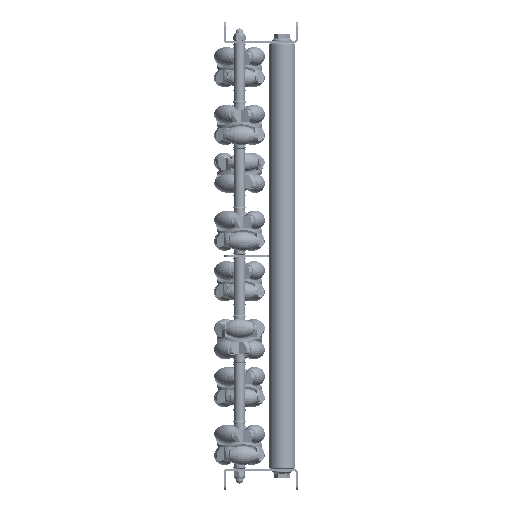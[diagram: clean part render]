
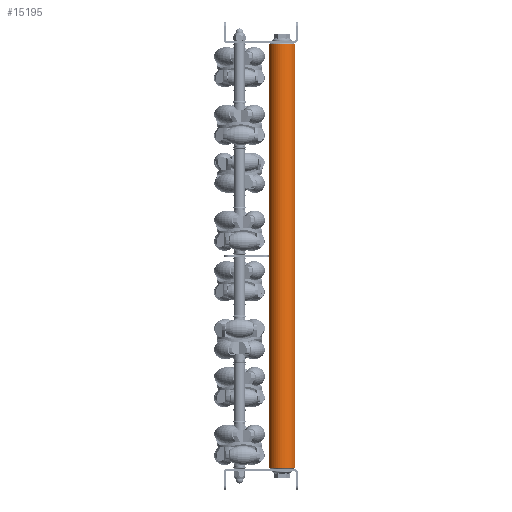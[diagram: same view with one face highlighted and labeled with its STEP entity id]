
A CAD part, left-side view. The second image highlights one B-rep face of the part: STEP entity #15195.
In plain terms, the highlighted cylindrical face has radius 12.5 mm (diameter 25 mm), a partial arc.
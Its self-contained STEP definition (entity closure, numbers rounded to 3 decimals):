
#922 = DIRECTION ( 'NONE',  ( -1., 0., 0. ) ) ;
#1187 = DIRECTION ( 'NONE',  ( 0., 0., 1. ) ) ;
#1991 = CARTESIAN_POINT ( 'NONE',  ( 1., 0., 12.5 ) ) ;
#4314 = LINE ( 'NONE', #7978, #16263 ) ;
#5147 = CARTESIAN_POINT ( 'NONE',  ( 400., 0., 0. ) ) ;
#5275 = EDGE_LOOP ( 'NONE', ( #14901, #7294, #11429, #21354 ) ) ;
#5687 = AXIS2_PLACEMENT_3D ( 'NONE', #11695, #9728, #7727 ) ;
#5931 = EDGE_CURVE ( 'NONE', #14992, #20400, #15336, .T. ) ;
#7294 = ORIENTED_EDGE ( 'NONE', *, *, #7432, .T. ) ;
#7432 = EDGE_CURVE ( 'NONE', #14717, #14992, #15854, .T. ) ;
#7727 = DIRECTION ( 'NONE',  ( 0., 0., -1. ) ) ;
#7978 = CARTESIAN_POINT ( 'NONE',  ( 400., 0., -12.5 ) ) ;
#8744 = VERTEX_POINT ( 'NONE', #22344 ) ;
#8752 = EDGE_CURVE ( 'NONE', #14717, #8744, #4314, .T. ) ;
#9032 = CARTESIAN_POINT ( 'NONE',  ( 399., 0., 12.5 ) ) ;
#9728 = DIRECTION ( 'NONE',  ( -1., 0., 0. ) ) ;
#11044 = DIRECTION ( 'NONE',  ( 0., 0., -1. ) ) ;
#11429 = ORIENTED_EDGE ( 'NONE', *, *, #5931, .T. ) ;
#11695 = CARTESIAN_POINT ( 'NONE',  ( 399., 0., 0. ) ) ;
#12334 = DIRECTION ( 'NONE',  ( -1., 0., 0. ) ) ;
#12348 = AXIS2_PLACEMENT_3D ( 'NONE', #5147, #922, #1187 ) ;
#12898 = DIRECTION ( 'NONE',  ( 1., 0., 0. ) ) ;
#14405 = EDGE_CURVE ( 'NONE', #20400, #8744, #16771, .T. ) ;
#14717 = VERTEX_POINT ( 'NONE', #15777 ) ;
#14785 = FACE_OUTER_BOUND ( 'NONE', #5275, .T. ) ;
#14901 = ORIENTED_EDGE ( 'NONE', *, *, #8752, .F. ) ;
#14956 = CARTESIAN_POINT ( 'NONE',  ( 400., 0., 12.5 ) ) ;
#14992 = VERTEX_POINT ( 'NONE', #9032 ) ;
#14999 = CARTESIAN_POINT ( 'NONE',  ( 1., 0., 0. ) ) ;
#15195 = ADVANCED_FACE ( 'NONE', ( #14785 ), #25301, .T. ) ;
#15336 = LINE ( 'NONE', #14956, #18290 ) ;
#15777 = CARTESIAN_POINT ( 'NONE',  ( 399., 0., -12.5 ) ) ;
#15854 = CIRCLE ( 'NONE', #5687, 12.5 ) ;
#15922 = AXIS2_PLACEMENT_3D ( 'NONE', #14999, #12898, #11044 ) ;
#16263 = VECTOR ( 'NONE', #12334, 1000. ) ;
#16771 = CIRCLE ( 'NONE', #15922, 12.5 ) ;
#18290 = VECTOR ( 'NONE', #22980, 1000. ) ;
#20400 = VERTEX_POINT ( 'NONE', #1991 ) ;
#21354 = ORIENTED_EDGE ( 'NONE', *, *, #14405, .T. ) ;
#22344 = CARTESIAN_POINT ( 'NONE',  ( 1., 0., -12.5 ) ) ;
#22980 = DIRECTION ( 'NONE',  ( -1., 0., 0. ) ) ;
#25301 = CYLINDRICAL_SURFACE ( 'NONE', #12348, 12.5 ) ;
